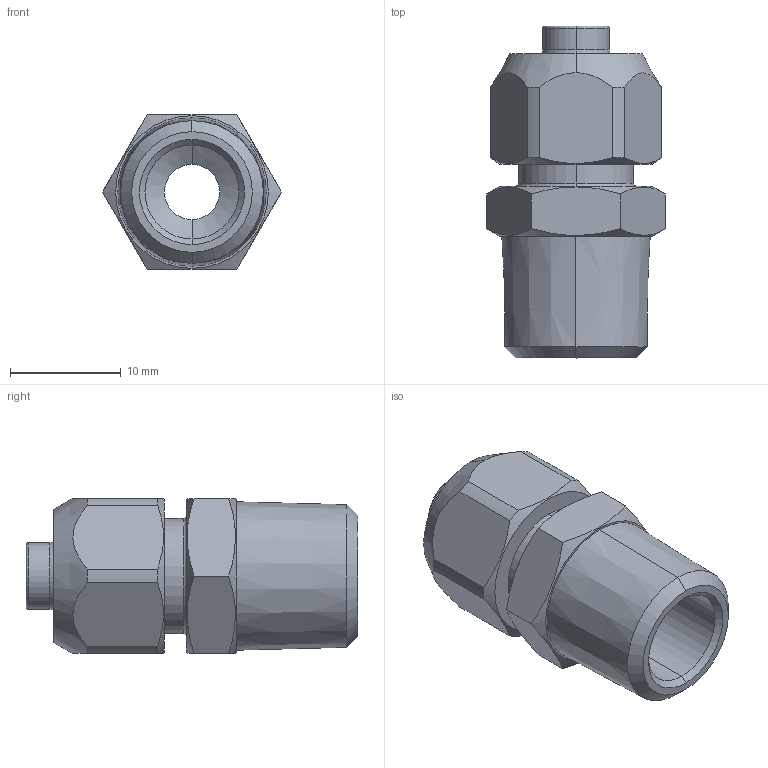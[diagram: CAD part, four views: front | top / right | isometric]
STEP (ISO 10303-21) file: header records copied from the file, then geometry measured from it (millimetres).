
FILE_DESCRIPTION (( 'STEP AP203' ), '1' );
FILE_NAME ('X2010042.STEP', '2011-07-20T08:29:02', ( 'Flavio' ), ( '' ), 'SwSTEP 2.0', 'SolidWorks 2011', '' );
FILE_SCHEMA (( 'CONFIG_CONTROL_DESIGN' ));
Length unit declared in the file: millimetre
Products named in the file (1): X2010042
Bounding box: 16.17 x 30 x 14 mm (x, y, z)
Volume: 2988.8 mm3; surface area: 2194.4 mm2
Topology: 1 solids, 1 shells, 56 faces, 134 edges, 84 vertices
Faces by surface type: cone 20, plane 18, cylinder 14, torus 4
Entity records: 1911 total; most frequent: CARTESIAN_POINT 543, DIRECTION 272, ORIENTED_EDGE 268, EDGE_CURVE 134, AXIS2_PLACEMENT_3D 113, VERTEX_POINT 84, EDGE_LOOP 62, CIRCLE 56
